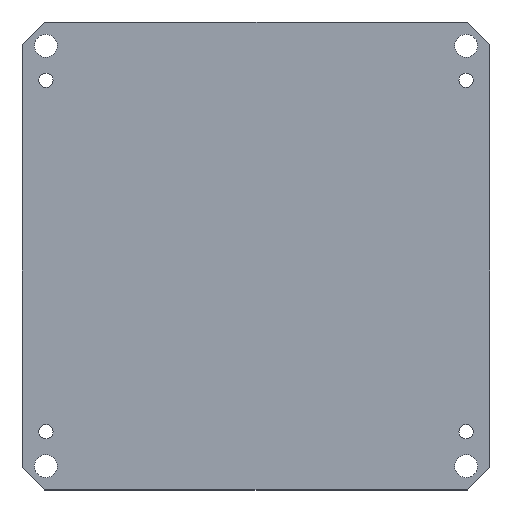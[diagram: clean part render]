
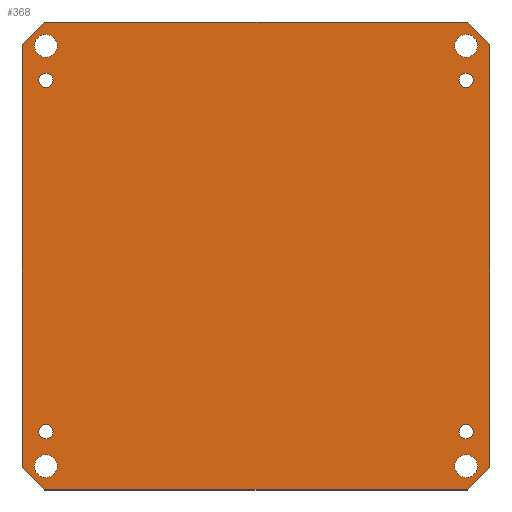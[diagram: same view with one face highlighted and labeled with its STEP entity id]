
A CAD part, top view. The second image highlights one B-rep face of the part: STEP entity #368.
In plain terms, the highlighted planar face has unit normal (0, 0, 1).
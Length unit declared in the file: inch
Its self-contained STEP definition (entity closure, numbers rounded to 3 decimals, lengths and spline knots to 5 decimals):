
#14=LINE('',#543,#38);
#20=LINE('',#554,#44);
#27=LINE('',#569,#51);
#30=LINE('',#574,#54);
#31=LINE('',#577,#55);
#34=LINE('',#582,#58);
#35=LINE('',#585,#59);
#37=LINE('',#588,#61);
#38=VECTOR('',#457,0.70711);
#44=VECTOR('',#465,9.2);
#51=VECTOR('',#476,0.70711);
#54=VECTOR('',#481,9.2);
#55=VECTOR('',#484,0.70711);
#58=VECTOR('',#489,9.2);
#59=VECTOR('',#492,0.70711);
#61=VECTOR('',#496,9.2);
#71=PLANE('',#404);
#88=FACE_BOUND('',#148,.T.);
#89=FACE_BOUND('',#149,.T.);
#90=FACE_BOUND('',#150,.T.);
#91=FACE_BOUND('',#151,.T.);
#92=FACE_BOUND('',#152,.T.);
#93=FACE_BOUND('',#153,.T.);
#94=FACE_BOUND('',#154,.T.);
#95=FACE_BOUND('',#155,.T.);
#113=FACE_OUTER_BOUND('',#147,.T.);
#147=EDGE_LOOP('',(#308,#309,#310,#311,#312,#313,#314,#315));
#148=EDGE_LOOP('',(#316));
#149=EDGE_LOOP('',(#317));
#150=EDGE_LOOP('',(#318));
#151=EDGE_LOOP('',(#319));
#152=EDGE_LOOP('',(#320));
#153=EDGE_LOOP('',(#321));
#154=EDGE_LOOP('',(#322));
#155=EDGE_LOOP('',(#323));
#157=CIRCLE('',#373,0.25);
#159=CIRCLE('',#376,0.25);
#161=CIRCLE('',#379,0.25);
#163=CIRCLE('',#382,0.25);
#165=CIRCLE('',#385,0.15625);
#167=CIRCLE('',#388,0.15625);
#169=CIRCLE('',#391,0.15625);
#171=CIRCLE('',#394,0.15625);
#173=VERTEX_POINT('',#503);
#175=VERTEX_POINT('',#508);
#177=VERTEX_POINT('',#513);
#179=VERTEX_POINT('',#518);
#181=VERTEX_POINT('',#523);
#183=VERTEX_POINT('',#528);
#185=VERTEX_POINT('',#533);
#187=VERTEX_POINT('',#538);
#188=VERTEX_POINT('',#541);
#189=VERTEX_POINT('',#542);
#193=VERTEX_POINT('',#552);
#199=VERTEX_POINT('',#568);
#200=VERTEX_POINT('',#572);
#201=VERTEX_POINT('',#576);
#202=VERTEX_POINT('',#580);
#203=VERTEX_POINT('',#584);
#205=EDGE_CURVE('',#173,#173,#157,.T.);
#207=EDGE_CURVE('',#175,#175,#159,.T.);
#209=EDGE_CURVE('',#177,#177,#161,.T.);
#211=EDGE_CURVE('',#179,#179,#163,.T.);
#213=EDGE_CURVE('',#181,#181,#165,.T.);
#215=EDGE_CURVE('',#183,#183,#167,.T.);
#217=EDGE_CURVE('',#185,#185,#169,.T.);
#219=EDGE_CURVE('',#187,#187,#171,.T.);
#220=EDGE_CURVE('',#188,#189,#14,.T.);
#226=EDGE_CURVE('',#193,#188,#20,.T.);
#233=EDGE_CURVE('',#199,#193,#27,.T.);
#236=EDGE_CURVE('',#200,#199,#30,.T.);
#237=EDGE_CURVE('',#201,#200,#31,.T.);
#240=EDGE_CURVE('',#202,#201,#34,.T.);
#241=EDGE_CURVE('',#203,#202,#35,.T.);
#243=EDGE_CURVE('',#189,#203,#37,.T.);
#308=ORIENTED_EDGE('',*,*,#220,.F.);
#309=ORIENTED_EDGE('',*,*,#226,.F.);
#310=ORIENTED_EDGE('',*,*,#233,.F.);
#311=ORIENTED_EDGE('',*,*,#236,.F.);
#312=ORIENTED_EDGE('',*,*,#237,.F.);
#313=ORIENTED_EDGE('',*,*,#240,.F.);
#314=ORIENTED_EDGE('',*,*,#241,.F.);
#315=ORIENTED_EDGE('',*,*,#243,.F.);
#316=ORIENTED_EDGE('',*,*,#205,.T.);
#317=ORIENTED_EDGE('',*,*,#207,.T.);
#318=ORIENTED_EDGE('',*,*,#209,.T.);
#319=ORIENTED_EDGE('',*,*,#211,.T.);
#320=ORIENTED_EDGE('',*,*,#213,.T.);
#321=ORIENTED_EDGE('',*,*,#215,.T.);
#322=ORIENTED_EDGE('',*,*,#217,.T.);
#323=ORIENTED_EDGE('',*,*,#219,.T.);
#368=ADVANCED_FACE('',(#113,#88,#89,#90,#91,#92,#93,#94,#95),#71,.T.);
#373=AXIS2_PLACEMENT_3D('',#504,#411,#412);
#376=AXIS2_PLACEMENT_3D('',#509,#417,#418);
#379=AXIS2_PLACEMENT_3D('',#514,#423,#424);
#382=AXIS2_PLACEMENT_3D('',#519,#429,#430);
#385=AXIS2_PLACEMENT_3D('',#524,#435,#436);
#388=AXIS2_PLACEMENT_3D('',#529,#441,#442);
#391=AXIS2_PLACEMENT_3D('',#534,#447,#448);
#394=AXIS2_PLACEMENT_3D('',#539,#453,#454);
#404=AXIS2_PLACEMENT_3D('',#589,#497,#498);
#411=DIRECTION('center_axis',(0.,0.,-1.));
#412=DIRECTION('ref_axis',(-1.,0.,0.));
#417=DIRECTION('center_axis',(0.,0.,-1.));
#418=DIRECTION('ref_axis',(-1.,0.,0.));
#423=DIRECTION('center_axis',(0.,0.,-1.));
#424=DIRECTION('ref_axis',(-1.,0.,0.));
#429=DIRECTION('center_axis',(0.,0.,-1.));
#430=DIRECTION('ref_axis',(-1.,0.,0.));
#435=DIRECTION('center_axis',(0.,0.,-1.));
#436=DIRECTION('ref_axis',(-1.,0.,0.));
#441=DIRECTION('center_axis',(0.,0.,-1.));
#442=DIRECTION('ref_axis',(-1.,0.,0.));
#447=DIRECTION('center_axis',(0.,0.,-1.));
#448=DIRECTION('ref_axis',(-1.,0.,0.));
#453=DIRECTION('center_axis',(0.,0.,-1.));
#454=DIRECTION('ref_axis',(-1.,0.,0.));
#457=DIRECTION('',(0.707,0.707,0.));
#465=DIRECTION('',(0.,1.,0.));
#476=DIRECTION('',(-0.707,0.707,0.));
#481=DIRECTION('',(-1.,0.,0.));
#484=DIRECTION('',(-0.707,-0.707,0.));
#489=DIRECTION('',(0.,-1.,0.));
#492=DIRECTION('',(0.707,-0.707,0.));
#496=DIRECTION('',(1.,0.,0.));
#497=DIRECTION('center_axis',(0.,0.,1.));
#498=DIRECTION('ref_axis',(1.,0.,0.));
#503=CARTESIAN_POINT('',(9.93,9.68,0.09375));
#504=CARTESIAN_POINT('Origin',(9.68,9.68,0.09375));
#508=CARTESIAN_POINT('',(0.77,9.68,0.09375));
#509=CARTESIAN_POINT('Origin',(0.52,9.68,0.09375));
#513=CARTESIAN_POINT('',(0.77,0.52,0.09375));
#514=CARTESIAN_POINT('Origin',(0.52,0.52,0.09375));
#518=CARTESIAN_POINT('',(9.93,0.52,0.09375));
#519=CARTESIAN_POINT('Origin',(9.68,0.52,0.09375));
#523=CARTESIAN_POINT('',(9.83625,8.93,0.09375));
#524=CARTESIAN_POINT('Origin',(9.68,8.93,0.09375));
#528=CARTESIAN_POINT('',(0.67625,8.93,0.09375));
#529=CARTESIAN_POINT('Origin',(0.52,8.93,0.09375));
#533=CARTESIAN_POINT('',(0.67625,1.27,0.09375));
#534=CARTESIAN_POINT('Origin',(0.52,1.27,0.09375));
#538=CARTESIAN_POINT('',(9.83625,1.27,0.09375));
#539=CARTESIAN_POINT('Origin',(9.68,1.27,0.09375));
#541=CARTESIAN_POINT('',(0.,9.7,0.09375));
#542=CARTESIAN_POINT('',(0.5,10.2,0.09375));
#543=CARTESIAN_POINT('',(0.25,9.95,0.09375));
#552=CARTESIAN_POINT('',(0.,0.5,0.09375));
#554=CARTESIAN_POINT('',(0.,10.2,0.09375));
#568=CARTESIAN_POINT('',(0.5,0.,0.09375));
#569=CARTESIAN_POINT('',(0.25,0.25,0.09375));
#572=CARTESIAN_POINT('',(9.7,0.,0.09375));
#574=CARTESIAN_POINT('',(0.,0.,0.09375));
#576=CARTESIAN_POINT('',(10.2,0.5,0.09375));
#577=CARTESIAN_POINT('',(9.95,0.25,0.09375));
#580=CARTESIAN_POINT('',(10.2,9.7,0.09375));
#582=CARTESIAN_POINT('',(10.2,0.,0.09375));
#584=CARTESIAN_POINT('',(9.7,10.2,0.09375));
#585=CARTESIAN_POINT('',(9.95,9.95,0.09375));
#588=CARTESIAN_POINT('',(10.2,10.2,0.09375));
#589=CARTESIAN_POINT('Origin',(5.1,5.1,0.09375));
